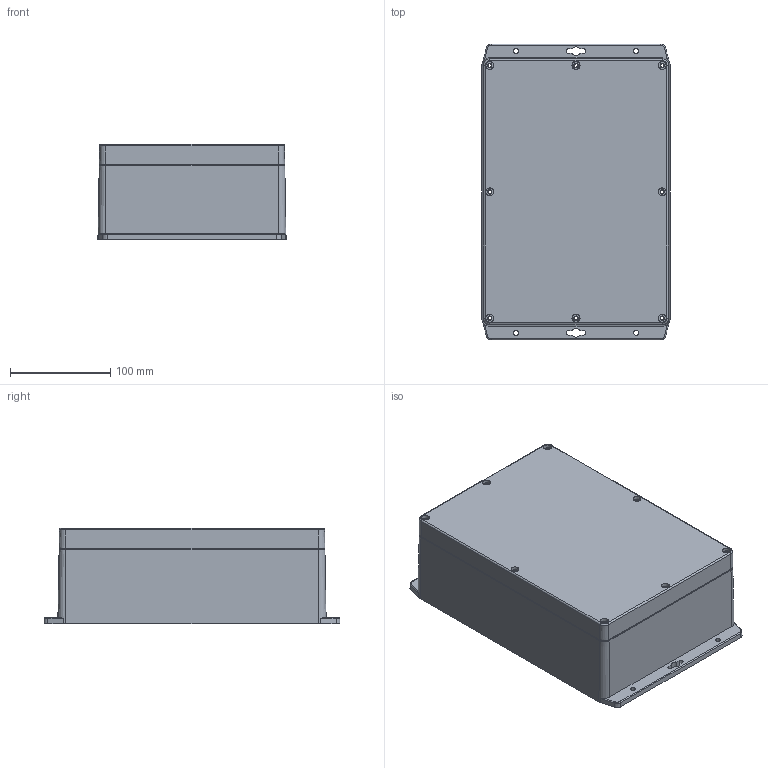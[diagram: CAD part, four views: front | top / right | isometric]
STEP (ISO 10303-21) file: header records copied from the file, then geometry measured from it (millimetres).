
FILE_DESCRIPTION (( 'STEP AP214' ), '1' );
FILE_NAME ('P2385MF-IP67; A3783MF-IP67.STEP', '2020-02-18T03:07:34', ( '' ), ( '' ), 'SwSTEP 2.0', 'SolidWorks 2014', '' );
FILE_SCHEMA (( 'AUTOMOTIVE_DESIGN' ));
Length unit declared in the file: millimetre
Products named in the file (4): G238-IP67 G378-IP67-GASKET; G238MF-IP67 G378MF-IP67-COVER; G238MF-IP67 G378MF-IP67-BASE; P2385MF-IP67; A3783MF-IP67
Assembly tree (3 placements, depth 2):
  P2385MF-IP67; A3783MF-IP67
    G238MF-IP67 G378MF-IP67-BASE
    G238MF-IP67 G378MF-IP67-COVER
    G238-IP67 G378-IP67-GASKET
Bounding box: 187.58 x 295 x 95 mm (x, y, z)
Volume: 696916.1 mm3; surface area: 421272.8 mm2
Topology: 3 solids, 3 shells, 1697 faces, 4434 edges, 2906 vertices
Faces by surface type: plane 681, cylinder 486, bspline 248, cone 182, torus 100
Entity records: 77265 total; most frequent: CARTESIAN_POINT 36731, ORIENTED_EDGE 8864, DIRECTION 7558, EDGE_CURVE 4432, VERTEX_POINT 2906, AXIS2_PLACEMENT_3D 2576, VECTOR 2406, LINE 2406
